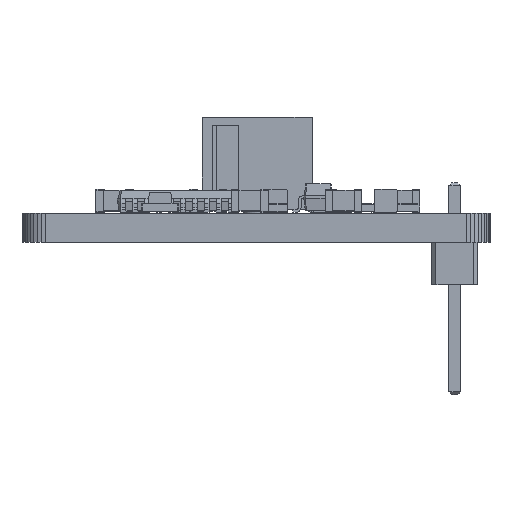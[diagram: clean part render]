
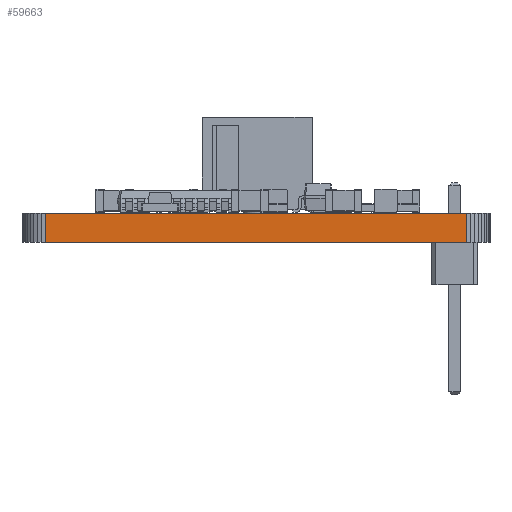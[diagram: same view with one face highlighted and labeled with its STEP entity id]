
A CAD part, left-side view. The second image highlights one B-rep face of the part: STEP entity #59663.
In plain terms, the highlighted planar face has unit normal (-1, 0, 0).
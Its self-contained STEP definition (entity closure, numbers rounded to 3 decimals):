
#56176 = PLANE('',#56177);
#56177 = AXIS2_PLACEMENT_3D('',#56178,#56179,#56180);
#56178 = CARTESIAN_POINT('',(0.,0.,1.6)
  );
#56179 = DIRECTION('',(-0.,-0.,-1.));
#56180 = DIRECTION('',(-1.,0.,0.));
#56230 = PLANE('',#56231);
#56231 = AXIS2_PLACEMENT_3D('',#56232,#56233,#56234);
#56232 = CARTESIAN_POINT('',(0.,0.,0.)
  );
#56233 = DIRECTION('',(-0.,-0.,-1.));
#56234 = DIRECTION('',(-1.,0.,0.));
#57095 = VERTEX_POINT('',#57096);
#57096 = CARTESIAN_POINT('',(-20.32,-11.493,0.));
#57110 = PLANE('',#57111);
#57111 = AXIS2_PLACEMENT_3D('',#57112,#57113,#57114);
#57112 = CARTESIAN_POINT('',(-20.301,-11.714,0.));
#57113 = DIRECTION('',(-0.996,-0.087,0.));
#57114 = DIRECTION('',(-0.087,0.996,0.));
#57122 = EDGE_CURVE('',#57095,#57123,#57125,.T.);
#57123 = VERTEX_POINT('',#57124);
#57124 = CARTESIAN_POINT('',(-20.32,11.494,0.));
#57125 = SURFACE_CURVE('',#57126,(#57130,#57137),.PCURVE_S1.);
#57126 = LINE('',#57127,#57128);
#57127 = CARTESIAN_POINT('',(-20.32,-11.493,0.));
#57128 = VECTOR('',#57129,1.);
#57129 = DIRECTION('',(0.,1.,0.));
#57130 = PCURVE('',#56230,#57131);
#57131 = DEFINITIONAL_REPRESENTATION('',(#57132),#57136);
#57132 = LINE('',#57133,#57134);
#57133 = CARTESIAN_POINT('',(20.32,-11.493));
#57134 = VECTOR('',#57135,1.);
#57135 = DIRECTION('',(0.,1.));
#57136 = ( GEOMETRIC_REPRESENTATION_CONTEXT(2) 
PARAMETRIC_REPRESENTATION_CONTEXT() REPRESENTATION_CONTEXT('2D SPACE',''
  ) );
#57137 = PCURVE('',#57138,#57143);
#57138 = PLANE('',#57139);
#57139 = AXIS2_PLACEMENT_3D('',#57140,#57141,#57142);
#57140 = CARTESIAN_POINT('',(-20.32,-11.493,0.));
#57141 = DIRECTION('',(-1.,0.,0.));
#57142 = DIRECTION('',(0.,1.,0.));
#57143 = DEFINITIONAL_REPRESENTATION('',(#57144),#57148);
#57144 = LINE('',#57145,#57146);
#57145 = CARTESIAN_POINT('',(0.,0.));
#57146 = VECTOR('',#57147,1.);
#57147 = DIRECTION('',(1.,0.));
#57148 = ( GEOMETRIC_REPRESENTATION_CONTEXT(2) 
PARAMETRIC_REPRESENTATION_CONTEXT() REPRESENTATION_CONTEXT('2D SPACE',''
  ) );
#57166 = PLANE('',#57167);
#57167 = AXIS2_PLACEMENT_3D('',#57168,#57169,#57170);
#57168 = CARTESIAN_POINT('',(-20.32,11.494,0.));
#57169 = DIRECTION('',(-0.996,0.087,0.));
#57170 = DIRECTION('',(0.087,0.996,0.));
#58460 = VERTEX_POINT('',#58461);
#58461 = CARTESIAN_POINT('',(-20.32,-11.493,1.6));
#58482 = EDGE_CURVE('',#58460,#58483,#58485,.T.);
#58483 = VERTEX_POINT('',#58484);
#58484 = CARTESIAN_POINT('',(-20.32,11.494,1.6));
#58485 = SURFACE_CURVE('',#58486,(#58490,#58497),.PCURVE_S1.);
#58486 = LINE('',#58487,#58488);
#58487 = CARTESIAN_POINT('',(-20.32,-11.493,1.6));
#58488 = VECTOR('',#58489,1.);
#58489 = DIRECTION('',(0.,1.,0.));
#58490 = PCURVE('',#56176,#58491);
#58491 = DEFINITIONAL_REPRESENTATION('',(#58492),#58496);
#58492 = LINE('',#58493,#58494);
#58493 = CARTESIAN_POINT('',(20.32,-11.493));
#58494 = VECTOR('',#58495,1.);
#58495 = DIRECTION('',(0.,1.));
#58496 = ( GEOMETRIC_REPRESENTATION_CONTEXT(2) 
PARAMETRIC_REPRESENTATION_CONTEXT() REPRESENTATION_CONTEXT('2D SPACE',''
  ) );
#58497 = PCURVE('',#57138,#58498);
#58498 = DEFINITIONAL_REPRESENTATION('',(#58499),#58503);
#58499 = LINE('',#58500,#58501);
#58500 = CARTESIAN_POINT('',(0.,-1.6));
#58501 = VECTOR('',#58502,1.);
#58502 = DIRECTION('',(1.,0.));
#58503 = ( GEOMETRIC_REPRESENTATION_CONTEXT(2) 
PARAMETRIC_REPRESENTATION_CONTEXT() REPRESENTATION_CONTEXT('2D SPACE',''
  ) );
#59613 = EDGE_CURVE('',#57123,#58483,#59614,.T.);
#59614 = SURFACE_CURVE('',#59615,(#59619,#59626),.PCURVE_S1.);
#59615 = LINE('',#59616,#59617);
#59616 = CARTESIAN_POINT('',(-20.32,11.494,0.));
#59617 = VECTOR('',#59618,1.);
#59618 = DIRECTION('',(0.,0.,1.));
#59619 = PCURVE('',#57166,#59620);
#59620 = DEFINITIONAL_REPRESENTATION('',(#59621),#59625);
#59621 = LINE('',#59622,#59623);
#59622 = CARTESIAN_POINT('',(0.,0.));
#59623 = VECTOR('',#59624,1.);
#59624 = DIRECTION('',(0.,-1.));
#59625 = ( GEOMETRIC_REPRESENTATION_CONTEXT(2) 
PARAMETRIC_REPRESENTATION_CONTEXT() REPRESENTATION_CONTEXT('2D SPACE',''
  ) );
#59626 = PCURVE('',#57138,#59627);
#59627 = DEFINITIONAL_REPRESENTATION('',(#59628),#59632);
#59628 = LINE('',#59629,#59630);
#59629 = CARTESIAN_POINT('',(22.987,0.));
#59630 = VECTOR('',#59631,1.);
#59631 = DIRECTION('',(0.,-1.));
#59632 = ( GEOMETRIC_REPRESENTATION_CONTEXT(2) 
PARAMETRIC_REPRESENTATION_CONTEXT() REPRESENTATION_CONTEXT('2D SPACE',''
  ) );
#59663 = ADVANCED_FACE('',(#59664),#57138,.T.);
#59664 = FACE_BOUND('',#59665,.T.);
#59665 = EDGE_LOOP('',(#59666,#59687,#59688,#59689));
#59666 = ORIENTED_EDGE('',*,*,#59667,.T.);
#59667 = EDGE_CURVE('',#57095,#58460,#59668,.T.);
#59668 = SURFACE_CURVE('',#59669,(#59673,#59680),.PCURVE_S1.);
#59669 = LINE('',#59670,#59671);
#59670 = CARTESIAN_POINT('',(-20.32,-11.493,0.));
#59671 = VECTOR('',#59672,1.);
#59672 = DIRECTION('',(0.,0.,1.));
#59673 = PCURVE('',#57138,#59674);
#59674 = DEFINITIONAL_REPRESENTATION('',(#59675),#59679);
#59675 = LINE('',#59676,#59677);
#59676 = CARTESIAN_POINT('',(0.,0.));
#59677 = VECTOR('',#59678,1.);
#59678 = DIRECTION('',(0.,-1.));
#59679 = ( GEOMETRIC_REPRESENTATION_CONTEXT(2) 
PARAMETRIC_REPRESENTATION_CONTEXT() REPRESENTATION_CONTEXT('2D SPACE',''
  ) );
#59680 = PCURVE('',#57110,#59681);
#59681 = DEFINITIONAL_REPRESENTATION('',(#59682),#59686);
#59682 = LINE('',#59683,#59684);
#59683 = CARTESIAN_POINT('',(0.221,0.));
#59684 = VECTOR('',#59685,1.);
#59685 = DIRECTION('',(0.,-1.));
#59686 = ( GEOMETRIC_REPRESENTATION_CONTEXT(2) 
PARAMETRIC_REPRESENTATION_CONTEXT() REPRESENTATION_CONTEXT('2D SPACE',''
  ) );
#59687 = ORIENTED_EDGE('',*,*,#58482,.T.);
#59688 = ORIENTED_EDGE('',*,*,#59613,.F.);
#59689 = ORIENTED_EDGE('',*,*,#57122,.F.);
